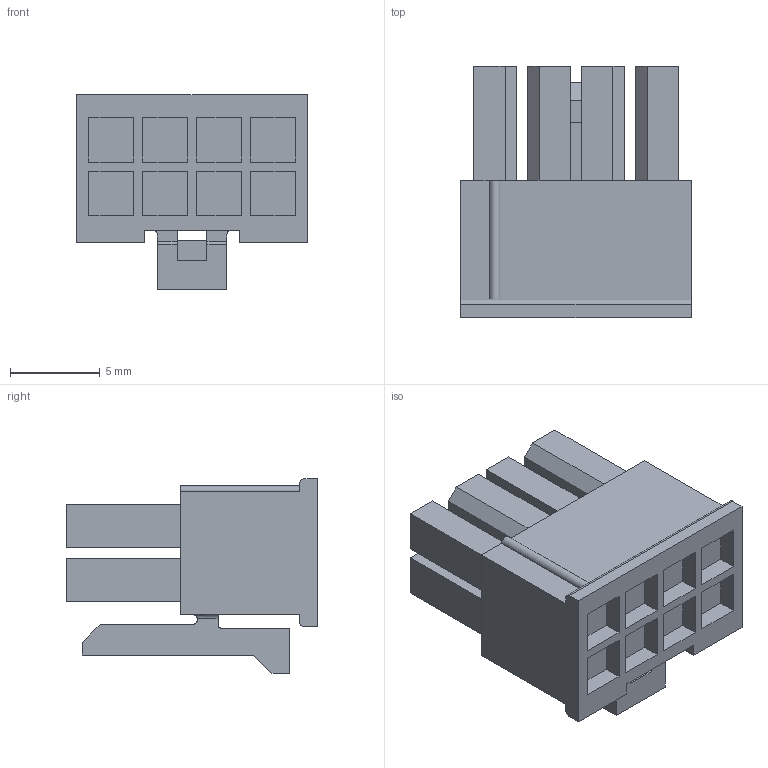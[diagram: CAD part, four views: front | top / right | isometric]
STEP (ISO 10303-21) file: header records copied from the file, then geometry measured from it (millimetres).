
FILE_DESCRIPTION((''),'2;1');
FILE_NAME('430250800','2018-10-10T',('gga'),(''),'PRO/ENGINEER BY PARAMETRIC TECHNOLOGY CORPORATION, 2016010','PRO/ENGINEER BY PARAMETRIC TECHNOLOGY CORPORATION, 2016010','');
FILE_SCHEMA(('CONFIG_CONTROL_DESIGN'));
Length unit declared in the file: millimetre
Products named in the file (1): 430250800
Bounding box: 12.85 x 14 x 10.83 mm (x, y, z)
Volume: 967.8 mm3; surface area: 1269.1 mm2
Topology: 1 solids, 1 shells, 185 faces, 477 edges, 318 vertices
Faces by surface type: plane 175, cylinder 10
Entity records: 5591 total; most frequent: CARTESIAN_POINT 1001, ORIENTED_EDGE 954, DIRECTION 865, EDGE_CURVE 477, VECTOR 457, LINE 457, VERTEX_POINT 318, EDGE_LOOP 211
